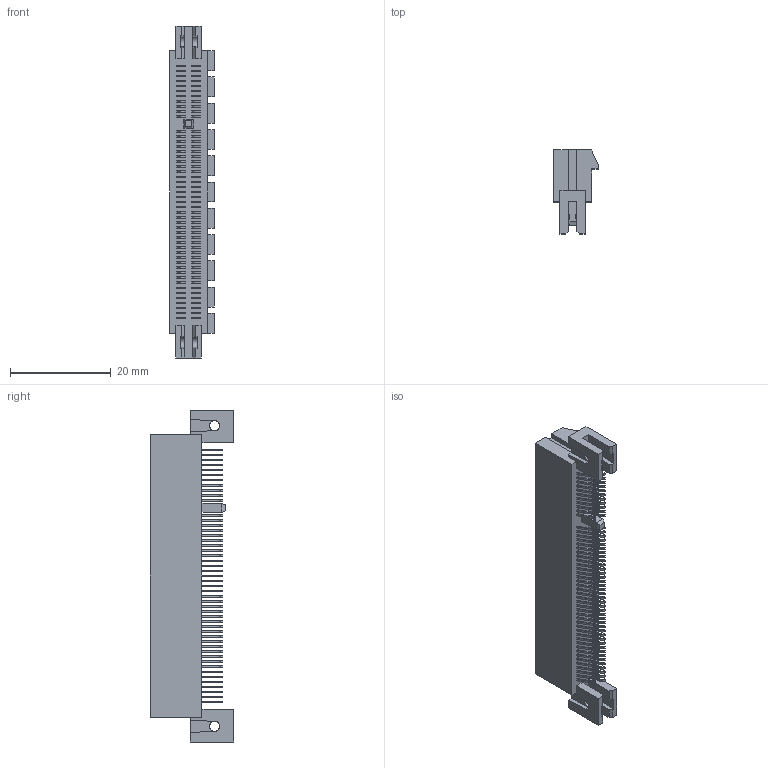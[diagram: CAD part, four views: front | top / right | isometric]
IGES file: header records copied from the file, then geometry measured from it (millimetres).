
Start section: SolidWorks IGES file using analytic representation for surfaces
Global section: file name: KPCIEX-SM3-98BK_rA5.IGS; native system: SolidWorks 2014; preprocessor: SolidWorks 2014; author: Ckelleher; date: 160721.141050; units: millimetre
Bounding box: 8.85 x 16.55 x 65.8 mm (x, y, z)
Surface area: 4338.2 mm2 (no closed solid volume)
Topology: 0 solids, 0 shells, 1189 faces, 9200 edges, 9200 vertices
Faces by surface type: bspline 691, revolution 498
